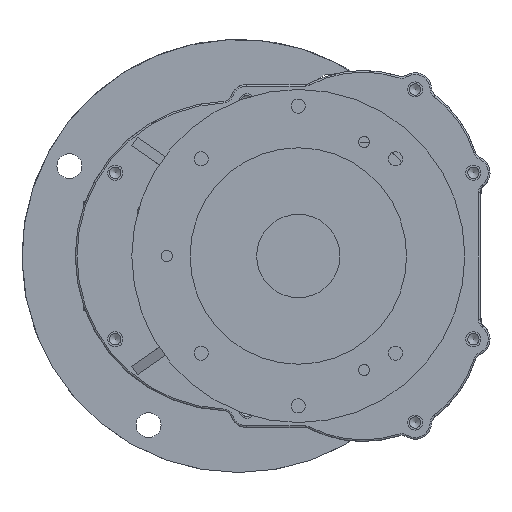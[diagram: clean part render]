
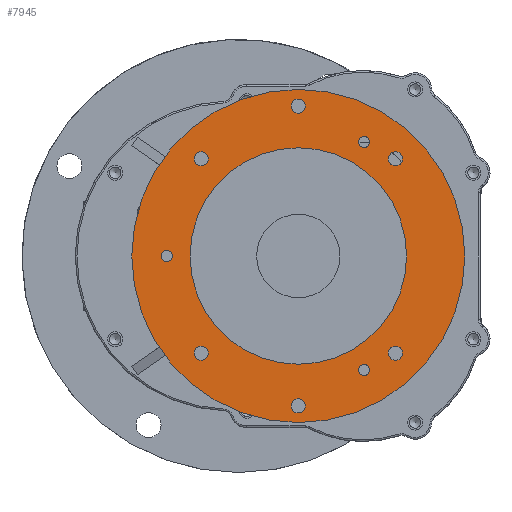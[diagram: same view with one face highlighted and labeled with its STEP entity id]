
A CAD part, left-side view. The second image highlights one B-rep face of the part: STEP entity #7945.
In plain terms, the highlighted planar face has unit normal (-1, 0, 0).
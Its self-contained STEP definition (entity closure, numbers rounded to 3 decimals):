
#233 = EDGE_CURVE ( 'NONE', #5036, #5036, #14850, .T. ) ;
#254 = EDGE_LOOP ( 'NONE', ( #12200 ) ) ;
#387 = CIRCLE ( 'NONE', #1754, 4.25 ) ;
#470 = EDGE_LOOP ( 'NONE', ( #7888 ) ) ;
#791 = CARTESIAN_POINT ( 'NONE',  ( -12., 0., 100. ) ) ;
#1200 = CARTESIAN_POINT ( 'NONE',  ( -12., 0., 0. ) ) ;
#1313 = CARTESIAN_POINT ( 'NONE',  ( -12., 0., -94.25 ) ) ;
#1606 = EDGE_CURVE ( 'NONE', #12672, #12672, #9242, .T. ) ;
#1739 = DIRECTION ( 'NONE',  ( -1., 0., 0. ) ) ;
#1754 = AXIS2_PLACEMENT_3D ( 'NONE', #13641, #4719, #13885 ) ;
#2016 = EDGE_CURVE ( 'NONE', #3680, #3680, #3572, .T. ) ;
#2040 = EDGE_LOOP ( 'NONE', ( #15021 ) ) ;
#2056 = AXIS2_PLACEMENT_3D ( 'NONE', #15393, #7930, #9199 ) ;
#2073 = ORIENTED_EDGE ( 'NONE', *, *, #6534, .F. ) ;
#2122 = EDGE_LOOP ( 'NONE', ( #2834 ) ) ;
#2146 = AXIS2_PLACEMENT_3D ( 'NONE', #5413, #15725, #6846 ) ;
#2245 = DIRECTION ( 'NONE',  ( 1., 0., 0. ) ) ;
#2446 = AXIS2_PLACEMENT_3D ( 'NONE', #1200, #3517, #14953 ) ;
#2471 = FACE_BOUND ( 'NONE', #14831, .T. ) ;
#2503 = AXIS2_PLACEMENT_3D ( 'NONE', #6764, #7934, #11709 ) ;
#2558 = EDGE_LOOP ( 'NONE', ( #14997 ) ) ;
#2637 = FACE_BOUND ( 'NONE', #14716, .T. ) ;
#2668 = VERTEX_POINT ( 'NONE', #7809 ) ;
#2834 = ORIENTED_EDGE ( 'NONE', *, *, #6043, .T. ) ;
#2886 = DIRECTION ( 'NONE',  ( 0., 0., -1. ) ) ;
#2999 = CARTESIAN_POINT ( 'NONE',  ( -12., 0., 0. ) ) ;
#3086 = DIRECTION ( 'NONE',  ( 1., 0., 0. ) ) ;
#3517 = DIRECTION ( 'NONE',  ( -1., 0., 0. ) ) ;
#3572 = CIRCLE ( 'NONE', #12976, 4.25 ) ;
#3588 = CARTESIAN_POINT ( 'NONE',  ( -12., -39.5, -71.816 ) ) ;
#3680 = VERTEX_POINT ( 'NONE', #12758 ) ;
#3816 = PLANE ( 'NONE',  #4854 ) ;
#4267 = DIRECTION ( 'NONE',  ( 0., 0., -1. ) ) ;
#4538 = AXIS2_PLACEMENT_3D ( 'NONE', #6769, #14399, #2886 ) ;
#4719 = DIRECTION ( 'NONE',  ( 1., 0., 0. ) ) ;
#4790 = DIRECTION ( 'NONE',  ( 1., 0., 0. ) ) ;
#4854 = AXIS2_PLACEMENT_3D ( 'NONE', #16484, #15403, #4992 ) ;
#4918 = VERTEX_POINT ( 'NONE', #13919 ) ;
#4992 = DIRECTION ( 'NONE',  ( 0., 0., 1. ) ) ;
#5036 = VERTEX_POINT ( 'NONE', #3588 ) ;
#5078 = FACE_BOUND ( 'NONE', #5884, .T. ) ;
#5413 = CARTESIAN_POINT ( 'NONE',  ( -12., -58.336, -58.336 ) ) ;
#5636 = EDGE_LOOP ( 'NONE', ( #16576 ) ) ;
#5834 = AXIS2_PLACEMENT_3D ( 'NONE', #6056, #4790, #10013 ) ;
#5884 = EDGE_LOOP ( 'NONE', ( #11989 ) ) ;
#5921 = DIRECTION ( 'NONE',  ( 0., 0., -1. ) ) ;
#5968 = EDGE_LOOP ( 'NONE', ( #15564 ) ) ;
#5995 = CARTESIAN_POINT ( 'NONE',  ( -12., -39.5, -68.416 ) ) ;
#6031 = FACE_OUTER_BOUND ( 'NONE', #5968, .T. ) ;
#6043 = EDGE_CURVE ( 'NONE', #2668, #2668, #7508, .T. ) ;
#6056 = CARTESIAN_POINT ( 'NONE',  ( -12., -39.5, 68.416 ) ) ;
#6534 = EDGE_CURVE ( 'NONE', #12931, #12931, #12615, .T. ) ;
#6764 = CARTESIAN_POINT ( 'NONE',  ( -12., 0., -90. ) ) ;
#6769 = CARTESIAN_POINT ( 'NONE',  ( -12., -58.336, 58.336 ) ) ;
#6796 = CARTESIAN_POINT ( 'NONE',  ( -12., 0., 65. ) ) ;
#6846 = DIRECTION ( 'NONE',  ( 0., 0., -1. ) ) ;
#6893 = DIRECTION ( 'NONE',  ( 0., 0., 1. ) ) ;
#7164 = CIRCLE ( 'NONE', #10376, 4.25 ) ;
#7508 = CIRCLE ( 'NONE', #4538, 4.25 ) ;
#7546 = CIRCLE ( 'NONE', #2146, 4.25 ) ;
#7809 = CARTESIAN_POINT ( 'NONE',  ( -12., -58.336, 54.086 ) ) ;
#7885 = CARTESIAN_POINT ( 'NONE',  ( -12., -39.5, 65.016 ) ) ;
#7888 = ORIENTED_EDGE ( 'NONE', *, *, #15980, .T. ) ;
#7930 = DIRECTION ( 'NONE',  ( 1., 0., 0. ) ) ;
#7934 = DIRECTION ( 'NONE',  ( 1., 0., 0. ) ) ;
#7945 = ADVANCED_FACE ( 'NONE', ( #11466, #8561, #2637, #2471, #16567, #6031, #5078, #15322, #16096, #11378, #9826 ), #3816, .T. ) ;
#8314 = CARTESIAN_POINT ( 'NONE',  ( -12., 58.336, 58.336 ) ) ;
#8561 = FACE_BOUND ( 'NONE', #470, .T. ) ;
#8787 = EDGE_CURVE ( 'NONE', #15767, #15767, #11209, .T. ) ;
#8893 = CARTESIAN_POINT ( 'NONE',  ( -12., 0., 85.75 ) ) ;
#9199 = DIRECTION ( 'NONE',  ( 0., 0., -1. ) ) ;
#9242 = CIRCLE ( 'NONE', #2503, 4.25 ) ;
#9654 = VERTEX_POINT ( 'NONE', #14591 ) ;
#9680 = AXIS2_PLACEMENT_3D ( 'NONE', #2999, #1739, #6893 ) ;
#9826 = FACE_BOUND ( 'NONE', #2558, .T. ) ;
#10013 = DIRECTION ( 'NONE',  ( 0., 0., -1. ) ) ;
#10123 = CIRCLE ( 'NONE', #2056, 3.4 ) ;
#10230 = VERTEX_POINT ( 'NONE', #8893 ) ;
#10376 = AXIS2_PLACEMENT_3D ( 'NONE', #14246, #2245, #11724 ) ;
#11209 = CIRCLE ( 'NONE', #5834, 3.4 ) ;
#11304 = CIRCLE ( 'NONE', #2446, 100. ) ;
#11378 = FACE_BOUND ( 'NONE', #254, .T. ) ;
#11466 = FACE_BOUND ( 'NONE', #2040, .T. ) ;
#11709 = DIRECTION ( 'NONE',  ( 0., 0., -1. ) ) ;
#11724 = DIRECTION ( 'NONE',  ( 0., 0., -1. ) ) ;
#11864 = EDGE_CURVE ( 'NONE', #13589, #13589, #11304, .T. ) ;
#11989 = ORIENTED_EDGE ( 'NONE', *, *, #2016, .T. ) ;
#12168 = AXIS2_PLACEMENT_3D ( 'NONE', #5995, #14568, #5921 ) ;
#12200 = ORIENTED_EDGE ( 'NONE', *, *, #16264, .T. ) ;
#12615 = CIRCLE ( 'NONE', #9680, 65. ) ;
#12672 = VERTEX_POINT ( 'NONE', #1313 ) ;
#12695 = EDGE_CURVE ( 'NONE', #9654, #9654, #7546, .T. ) ;
#12758 = CARTESIAN_POINT ( 'NONE',  ( -12., 58.336, 54.086 ) ) ;
#12931 = VERTEX_POINT ( 'NONE', #6796 ) ;
#12976 = AXIS2_PLACEMENT_3D ( 'NONE', #8314, #3086, #4267 ) ;
#13330 = ORIENTED_EDGE ( 'NONE', *, *, #233, .T. ) ;
#13350 = VERTEX_POINT ( 'NONE', #15845 ) ;
#13589 = VERTEX_POINT ( 'NONE', #791 ) ;
#13641 = CARTESIAN_POINT ( 'NONE',  ( -12., 58.336, -58.336 ) ) ;
#13885 = DIRECTION ( 'NONE',  ( 0., 0., -1. ) ) ;
#13919 = CARTESIAN_POINT ( 'NONE',  ( -12., 79., -3.4 ) ) ;
#14246 = CARTESIAN_POINT ( 'NONE',  ( -12., 0., 90. ) ) ;
#14399 = DIRECTION ( 'NONE',  ( 1., 0., 0. ) ) ;
#14568 = DIRECTION ( 'NONE',  ( 1., 0., 0. ) ) ;
#14591 = CARTESIAN_POINT ( 'NONE',  ( -12., -58.336, -62.586 ) ) ;
#14716 = EDGE_LOOP ( 'NONE', ( #13330 ) ) ;
#14788 = EDGE_CURVE ( 'NONE', #13350, #13350, #387, .T. ) ;
#14831 = EDGE_LOOP ( 'NONE', ( #16622 ) ) ;
#14850 = CIRCLE ( 'NONE', #12168, 3.4 ) ;
#14953 = DIRECTION ( 'NONE',  ( 0., 0., 1. ) ) ;
#14997 = ORIENTED_EDGE ( 'NONE', *, *, #8787, .T. ) ;
#15021 = ORIENTED_EDGE ( 'NONE', *, *, #1606, .T. ) ;
#15322 = FACE_BOUND ( 'NONE', #2122, .T. ) ;
#15393 = CARTESIAN_POINT ( 'NONE',  ( -12., 79., 0. ) ) ;
#15403 = DIRECTION ( 'NONE',  ( -1., 0., 0. ) ) ;
#15564 = ORIENTED_EDGE ( 'NONE', *, *, #11864, .T. ) ;
#15686 = EDGE_LOOP ( 'NONE', ( #2073 ) ) ;
#15725 = DIRECTION ( 'NONE',  ( 1., 0., 0. ) ) ;
#15767 = VERTEX_POINT ( 'NONE', #7885 ) ;
#15845 = CARTESIAN_POINT ( 'NONE',  ( -12., 58.336, -62.586 ) ) ;
#15980 = EDGE_CURVE ( 'NONE', #10230, #10230, #7164, .T. ) ;
#16096 = FACE_BOUND ( 'NONE', #5636, .T. ) ;
#16264 = EDGE_CURVE ( 'NONE', #4918, #4918, #10123, .T. ) ;
#16484 = CARTESIAN_POINT ( 'NONE',  ( -12., -100., 0. ) ) ;
#16567 = FACE_BOUND ( 'NONE', #15686, .T. ) ;
#16576 = ORIENTED_EDGE ( 'NONE', *, *, #12695, .T. ) ;
#16622 = ORIENTED_EDGE ( 'NONE', *, *, #14788, .T. ) ;
